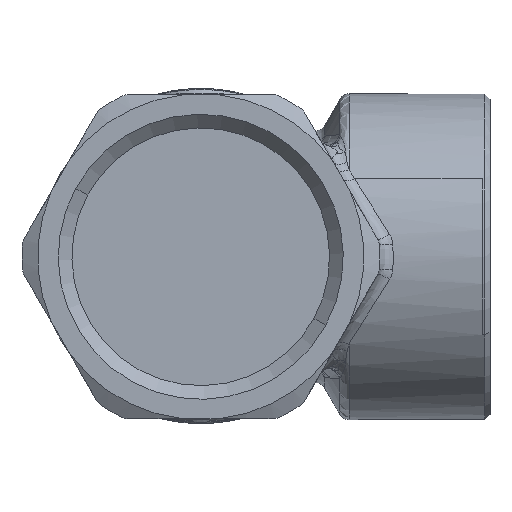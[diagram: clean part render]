
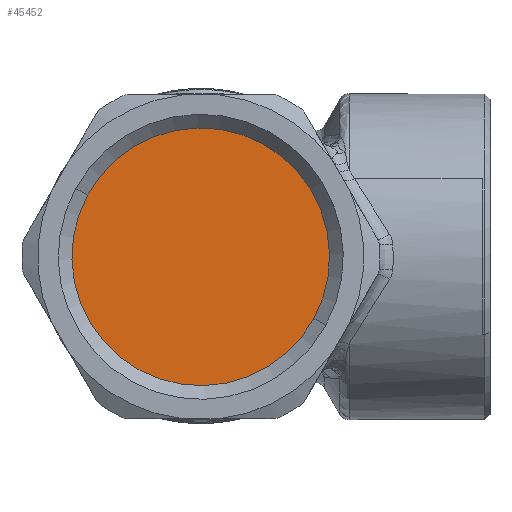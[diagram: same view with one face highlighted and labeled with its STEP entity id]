
A CAD part, front view. The second image highlights one B-rep face of the part: STEP entity #45452.
In plain terms, the highlighted planar face has unit normal (0, -1, 0).
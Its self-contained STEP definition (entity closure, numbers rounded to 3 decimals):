
#42506=CARTESIAN_POINT('Vertex',(10.75,-12.,-5.873)) ;
#42513=CARTESIAN_POINT('Vertex',(-10.75,-12.,5.873)) ;
#42516=CARTESIAN_POINT('Axis2P3D Location',(0.,-12.,0.)) ;
#42528=CARTESIAN_POINT('Axis2P3D Location',(0.,-12.,0.)) ;
#45443=CARTESIAN_POINT('Axis2P3D Location',(-12.25,-12.,0.)) ;
#42517=DIRECTION('Axis2P3D Direction',(0.,1.,0.)) ;
#42529=DIRECTION('Axis2P3D Direction',(0.,1.,0.)) ;
#45444=DIRECTION('Axis2P3D Direction',(-0.,1.,0.)) ;
#45445=DIRECTION('Axis2P3D XDirection',(1.,0.,0.)) ;
#42518=AXIS2_PLACEMENT_3D('Circle Axis2P3D',#42516,#42517,$) ;
#42530=AXIS2_PLACEMENT_3D('Circle Axis2P3D',#42528,#42529,$) ;
#45446=AXIS2_PLACEMENT_3D('Plane Axis2P3D',#45443,#45444,#45445) ;
#42519=CIRCLE('generated circle',#42518,12.25) ;
#42531=CIRCLE('generated circle',#42530,12.25) ;
#45447=PLANE('',#45446) ;
#42520=EDGE_CURVE('',#42514,#42507,#42519,.T.) ;
#42532=EDGE_CURVE('',#42507,#42514,#42531,.T.) ;
#45449=ORIENTED_EDGE('',*,*,#42532,.F.) ;
#45450=ORIENTED_EDGE('',*,*,#42520,.F.) ;
#45448=EDGE_LOOP('',(#45449,#45450)) ;
#42507=VERTEX_POINT('',#42506) ;
#42514=VERTEX_POINT('',#42513) ;
#45452=ADVANCED_FACE('PartBody',(#45451),#45447,.F.) ;
#45451=FACE_OUTER_BOUND('',#45448,.T.) ;
